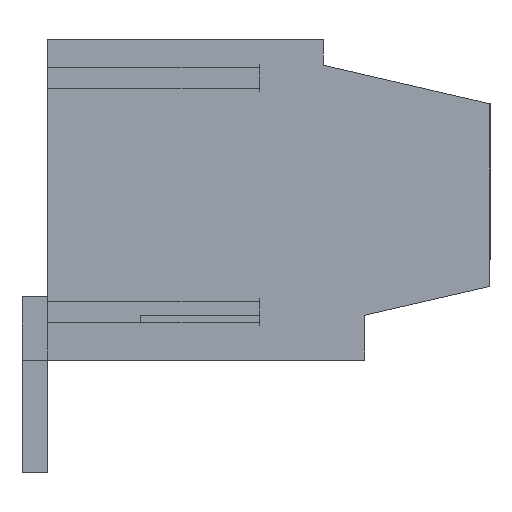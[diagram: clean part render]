
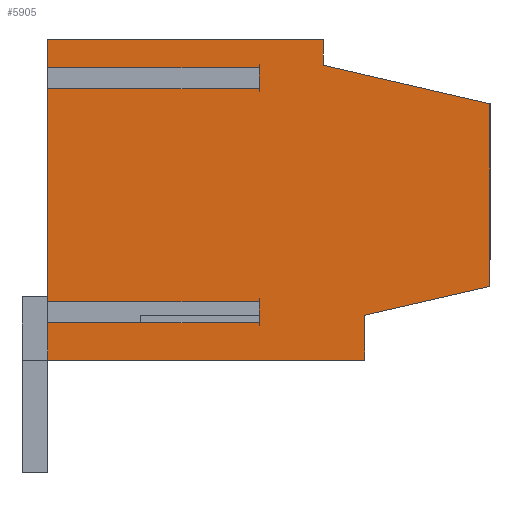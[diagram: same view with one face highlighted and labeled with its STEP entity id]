
A CAD part, left-side view. The second image highlights one B-rep face of the part: STEP entity #5905.
In plain terms, the highlighted planar face has unit normal (-1, 0, 0).
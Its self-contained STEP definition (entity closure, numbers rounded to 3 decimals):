
#5842=AXIS2_PLACEMENT_3D('Plane Axis2P3D',#5839,#5840,#5841) ;
#4900=CARTESIAN_POINT('Vertex',(0.,13.8,3.5)) ;
#4903=CARTESIAN_POINT('Line Origine',(0.,13.8,4.088)) ;
#4907=CARTESIAN_POINT('Vertex',(0.,13.8,4.675)) ;
#4928=CARTESIAN_POINT('Vertex',(0.,13.8,5.325)) ;
#4931=CARTESIAN_POINT('Line Origine',(0.,13.8,8.65)) ;
#4935=CARTESIAN_POINT('Vertex',(0.,13.8,11.975)) ;
#4956=CARTESIAN_POINT('Vertex',(0.,13.8,12.625)) ;
#4959=CARTESIAN_POINT('Line Origine',(0.,13.8,13.062)) ;
#4963=CARTESIAN_POINT('Vertex',(0.,13.8,13.5)) ;
#5392=CARTESIAN_POINT('Line Origine',(0.,9.5,13.5)) ;
#5396=CARTESIAN_POINT('Vertex',(0.,5.2,13.5)) ;
#5485=CARTESIAN_POINT('Line Origine',(0.,5.2,13.1)) ;
#5489=CARTESIAN_POINT('Vertex',(0.,5.2,12.7)) ;
#5510=CARTESIAN_POINT('Line Origine',(0.,2.6,12.1)) ;
#5514=CARTESIAN_POINT('Vertex',(0.,0.,11.499)) ;
#5535=CARTESIAN_POINT('Line Origine',(0.,0.,8.65)) ;
#5539=CARTESIAN_POINT('Vertex',(0.,0.,5.8)) ;
#5596=CARTESIAN_POINT('Line Origine',(0.,1.95,5.35)) ;
#5600=CARTESIAN_POINT('Vertex',(0.,3.9,4.9)) ;
#5731=CARTESIAN_POINT('Vertex',(0.,3.9,3.5)) ;
#5734=CARTESIAN_POINT('Line Origine',(0.,8.85,3.5)) ;
#5839=CARTESIAN_POINT('Axis2P3D Location',(0.,14.6,0.)) ;
#5844=CARTESIAN_POINT('Line Origine',(0.,10.5,5.325)) ;
#5848=CARTESIAN_POINT('Vertex',(0.,7.2,5.325)) ;
#5851=CARTESIAN_POINT('Line Origine',(0.,7.2,5.)) ;
#5855=CARTESIAN_POINT('Vertex',(0.,7.2,4.675)) ;
#5858=CARTESIAN_POINT('Line Origine',(0.,10.5,4.675)) ;
#5863=CARTESIAN_POINT('Line Origine',(0.,3.9,4.2)) ;
#5868=CARTESIAN_POINT('Line Origine',(0.,10.5,12.625)) ;
#5872=CARTESIAN_POINT('Vertex',(0.,7.2,12.625)) ;
#5875=CARTESIAN_POINT('Line Origine',(0.,7.2,12.3)) ;
#5879=CARTESIAN_POINT('Vertex',(0.,7.2,11.975)) ;
#5882=CARTESIAN_POINT('Line Origine',(0.,10.5,11.975)) ;
#4904=DIRECTION('Vector Direction',(0.,0.,-1.)) ;
#4932=DIRECTION('Vector Direction',(0.,0.,-1.)) ;
#4960=DIRECTION('Vector Direction',(0.,0.,-1.)) ;
#5393=DIRECTION('Vector Direction',(0.,1.,0.)) ;
#5486=DIRECTION('Vector Direction',(0.,0.,1.)) ;
#5511=DIRECTION('Vector Direction',(0.,0.974,0.225)) ;
#5536=DIRECTION('Vector Direction',(0.,0.,1.)) ;
#5597=DIRECTION('Vector Direction',(0.,-0.974,0.225)) ;
#5735=DIRECTION('Vector Direction',(0.,-1.,0.)) ;
#5840=DIRECTION('Axis2P3D Direction',(-1.,0.,0.)) ;
#5841=DIRECTION('Axis2P3D XDirection',(0.,-1.,0.)) ;
#5845=DIRECTION('Vector Direction',(0.,-1.,0.)) ;
#5852=DIRECTION('Vector Direction',(0.,0.,-1.)) ;
#5859=DIRECTION('Vector Direction',(0.,-1.,0.)) ;
#5864=DIRECTION('Vector Direction',(0.,0.,1.)) ;
#5869=DIRECTION('Vector Direction',(0.,-1.,0.)) ;
#5876=DIRECTION('Vector Direction',(0.,0.,-1.)) ;
#5883=DIRECTION('Vector Direction',(0.,-1.,0.)) ;
#4905=VECTOR('Line Direction',#4904,1.) ;
#4933=VECTOR('Line Direction',#4932,1.) ;
#4961=VECTOR('Line Direction',#4960,1.) ;
#5394=VECTOR('Line Direction',#5393,1.) ;
#5487=VECTOR('Line Direction',#5486,1.) ;
#5512=VECTOR('Line Direction',#5511,1.) ;
#5537=VECTOR('Line Direction',#5536,1.) ;
#5598=VECTOR('Line Direction',#5597,1.) ;
#5736=VECTOR('Line Direction',#5735,1.) ;
#5846=VECTOR('Line Direction',#5845,1.) ;
#5853=VECTOR('Line Direction',#5852,1.) ;
#5860=VECTOR('Line Direction',#5859,1.) ;
#5865=VECTOR('Line Direction',#5864,1.) ;
#5870=VECTOR('Line Direction',#5869,1.) ;
#5877=VECTOR('Line Direction',#5876,1.) ;
#5884=VECTOR('Line Direction',#5883,1.) ;
#5888=ORIENTED_EDGE('',*,*,#4937,.T.) ;
#5889=ORIENTED_EDGE('',*,*,#5850,.T.) ;
#5890=ORIENTED_EDGE('',*,*,#5857,.T.) ;
#5891=ORIENTED_EDGE('',*,*,#5862,.F.) ;
#5892=ORIENTED_EDGE('',*,*,#4909,.T.) ;
#5893=ORIENTED_EDGE('',*,*,#5738,.T.) ;
#5894=ORIENTED_EDGE('',*,*,#5867,.T.) ;
#5895=ORIENTED_EDGE('',*,*,#5602,.T.) ;
#5896=ORIENTED_EDGE('',*,*,#5541,.T.) ;
#5897=ORIENTED_EDGE('',*,*,#5516,.T.) ;
#5898=ORIENTED_EDGE('',*,*,#5491,.T.) ;
#5899=ORIENTED_EDGE('',*,*,#5398,.T.) ;
#5900=ORIENTED_EDGE('',*,*,#4965,.T.) ;
#5901=ORIENTED_EDGE('',*,*,#5874,.T.) ;
#5902=ORIENTED_EDGE('',*,*,#5881,.T.) ;
#5903=ORIENTED_EDGE('',*,*,#5886,.F.) ;
#5905=ADVANCED_FACE('HOUSING',(#5904),#5843,.T.) ;
#4909=EDGE_CURVE('',#4908,#4901,#4906,.T.) ;
#4937=EDGE_CURVE('',#4936,#4929,#4934,.T.) ;
#4965=EDGE_CURVE('',#4964,#4957,#4962,.T.) ;
#5398=EDGE_CURVE('',#5397,#4964,#5395,.T.) ;
#5491=EDGE_CURVE('',#5490,#5397,#5488,.T.) ;
#5516=EDGE_CURVE('',#5515,#5490,#5513,.T.) ;
#5541=EDGE_CURVE('',#5540,#5515,#5538,.T.) ;
#5602=EDGE_CURVE('',#5601,#5540,#5599,.T.) ;
#5738=EDGE_CURVE('',#4901,#5732,#5737,.T.) ;
#5850=EDGE_CURVE('',#4929,#5849,#5847,.T.) ;
#5857=EDGE_CURVE('',#5849,#5856,#5854,.T.) ;
#5862=EDGE_CURVE('',#4908,#5856,#5861,.T.) ;
#5867=EDGE_CURVE('',#5732,#5601,#5866,.T.) ;
#5874=EDGE_CURVE('',#4957,#5873,#5871,.T.) ;
#5881=EDGE_CURVE('',#5873,#5880,#5878,.T.) ;
#5886=EDGE_CURVE('',#4936,#5880,#5885,.T.) ;
#5887=EDGE_LOOP('',(#5888,#5889,#5890,#5891,#5892,#5893,#5894,#5895,#5896,#5897,#5898,#5899,#5900,#5901,#5902,#5903)) ;
#5904=FACE_OUTER_BOUND('',#5887,.T.) ;
#4906=LINE('Line',#4903,#4905) ;
#4934=LINE('Line',#4931,#4933) ;
#4962=LINE('Line',#4959,#4961) ;
#5395=LINE('Line',#5392,#5394) ;
#5488=LINE('Line',#5485,#5487) ;
#5513=LINE('Line',#5510,#5512) ;
#5538=LINE('Line',#5535,#5537) ;
#5599=LINE('Line',#5596,#5598) ;
#5737=LINE('Line',#5734,#5736) ;
#5847=LINE('Line',#5844,#5846) ;
#5854=LINE('Line',#5851,#5853) ;
#5861=LINE('Line',#5858,#5860) ;
#5866=LINE('Line',#5863,#5865) ;
#5871=LINE('Line',#5868,#5870) ;
#5878=LINE('Line',#5875,#5877) ;
#5885=LINE('Line',#5882,#5884) ;
#5843=PLANE('',#5842) ;
#4901=VERTEX_POINT('',#4900) ;
#4908=VERTEX_POINT('',#4907) ;
#4929=VERTEX_POINT('',#4928) ;
#4936=VERTEX_POINT('',#4935) ;
#4957=VERTEX_POINT('',#4956) ;
#4964=VERTEX_POINT('',#4963) ;
#5397=VERTEX_POINT('',#5396) ;
#5490=VERTEX_POINT('',#5489) ;
#5515=VERTEX_POINT('',#5514) ;
#5540=VERTEX_POINT('',#5539) ;
#5601=VERTEX_POINT('',#5600) ;
#5732=VERTEX_POINT('',#5731) ;
#5849=VERTEX_POINT('',#5848) ;
#5856=VERTEX_POINT('',#5855) ;
#5873=VERTEX_POINT('',#5872) ;
#5880=VERTEX_POINT('',#5879) ;
